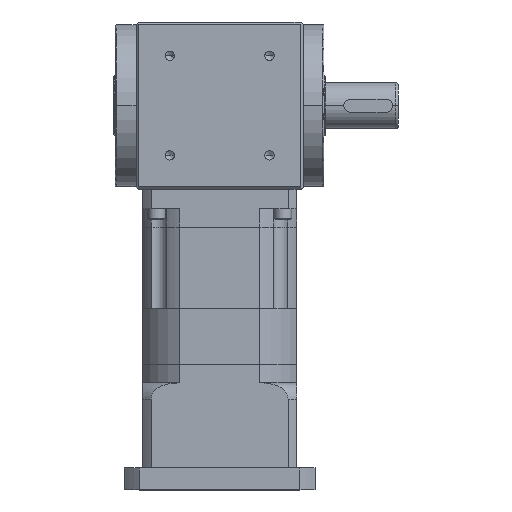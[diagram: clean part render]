
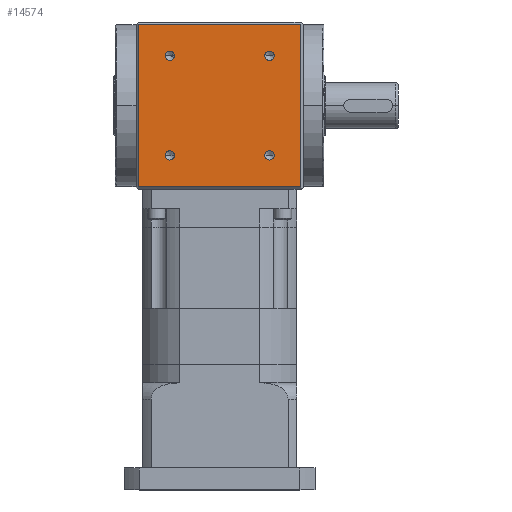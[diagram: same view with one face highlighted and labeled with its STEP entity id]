
A CAD part, top view. The second image highlights one B-rep face of the part: STEP entity #14574.
In plain terms, the highlighted planar face has unit normal (0, 0, 1).
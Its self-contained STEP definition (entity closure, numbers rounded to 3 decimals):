
#62 = DIRECTION ( 'NONE',  ( 0., 1., 0. ) ) ;
#188 = ORIENTED_EDGE ( 'NONE', *, *, #12292, .F. ) ;
#334 = VERTEX_POINT ( 'NONE', #7182 ) ;
#385 = VERTEX_POINT ( 'NONE', #6437 ) ;
#629 = DIRECTION ( 'NONE',  ( 0., 0., 1. ) ) ;
#759 = CARTESIAN_POINT ( 'NONE',  ( 45.962, 332.212, 77. ) ) ;
#1104 = CARTESIAN_POINT ( 'NONE',  ( -45.962, 323.712, 77. ) ) ;
#1133 = LINE ( 'NONE', #8861, #6300 ) ;
#1350 = CARTESIAN_POINT ( 'NONE',  ( -74.872, 0., 77. ) ) ;
#1451 = VERTEX_POINT ( 'NONE', #25525 ) ;
#1815 = DIRECTION ( 'NONE',  ( 0., -1., 0. ) ) ;
#2546 = CIRCLE ( 'NONE', #11422, 4.25 ) ;
#2556 = VECTOR ( 'NONE', #16749, 1000. ) ;
#2684 = DIRECTION ( 'NONE',  ( 0., -1., 0. ) ) ;
#3188 = VERTEX_POINT ( 'NONE', #1104 ) ;
#3202 = DIRECTION ( 'NONE',  ( 0., 0., 1. ) ) ;
#3619 = AXIS2_PLACEMENT_3D ( 'NONE', #18758, #5642, #20899 ) ;
#3737 = CARTESIAN_POINT ( 'NONE',  ( 74.872, 207., 77. ) ) ;
#5358 = FACE_OUTER_BOUND ( 'NONE', #14813, .T. ) ;
#5485 = AXIS2_PLACEMENT_3D ( 'NONE', #24445, #11523, #26616 ) ;
#5551 = CIRCLE ( 'NONE', #7179, 4.25 ) ;
#5642 = DIRECTION ( 'NONE',  ( 0., 0., 1. ) ) ;
#6049 = FACE_BOUND ( 'NONE', #14080, .T. ) ;
#6140 = AXIS2_PLACEMENT_3D ( 'NONE', #26186, #13288, #62 ) ;
#6300 = VECTOR ( 'NONE', #6530, 1000. ) ;
#6424 = ORIENTED_EDGE ( 'NONE', *, *, #21771, .F. ) ;
#6437 = CARTESIAN_POINT ( 'NONE',  ( -74.872, 207., 77. ) ) ;
#6530 = DIRECTION ( 'NONE',  ( 1., 0., 0. ) ) ;
#6811 = ORIENTED_EDGE ( 'NONE', *, *, #21049, .F. ) ;
#6875 = CARTESIAN_POINT ( 'NONE',  ( -45.962, 231.788, 77. ) ) ;
#7179 = AXIS2_PLACEMENT_3D ( 'NONE', #9069, #24246, #11317 ) ;
#7182 = CARTESIAN_POINT ( 'NONE',  ( 45.962, 323.712, 77. ) ) ;
#7526 = CARTESIAN_POINT ( 'NONE',  ( -45.962, 236.038, 77. ) ) ;
#7707 = LINE ( 'NONE', #20277, #17328 ) ;
#7950 = ORIENTED_EDGE ( 'NONE', *, *, #12084, .F. ) ;
#7961 = ORIENTED_EDGE ( 'NONE', *, *, #22177, .F. ) ;
#8224 = AXIS2_PLACEMENT_3D ( 'NONE', #7526, #22428, #9438 ) ;
#8730 = CIRCLE ( 'NONE', #27339, 4.25 ) ;
#8807 = AXIS2_PLACEMENT_3D ( 'NONE', #27925, #15036, #1815 ) ;
#8861 = CARTESIAN_POINT ( 'NONE',  ( -95., 357., 77. ) ) ;
#9069 = CARTESIAN_POINT ( 'NONE',  ( -45.962, 327.962, 77. ) ) ;
#9375 = CARTESIAN_POINT ( 'NONE',  ( 45.962, 327.962, 77. ) ) ;
#9438 = DIRECTION ( 'NONE',  ( 0., -1., 0. ) ) ;
#9462 = DIRECTION ( 'NONE',  ( -1., 0., 0. ) ) ;
#10379 = ORIENTED_EDGE ( 'NONE', *, *, #22260, .F. ) ;
#10423 = CARTESIAN_POINT ( 'NONE',  ( -45.962, 240.288, 77. ) ) ;
#11256 = FACE_BOUND ( 'NONE', #16437, .T. ) ;
#11317 = DIRECTION ( 'NONE',  ( 0., -1., 0. ) ) ;
#11407 = EDGE_LOOP ( 'NONE', ( #10379, #28096 ) ) ;
#11422 = AXIS2_PLACEMENT_3D ( 'NONE', #9375, #24536, #11622 ) ;
#11482 = CARTESIAN_POINT ( 'NONE',  ( 74.872, 0., 77. ) ) ;
#11506 = CIRCLE ( 'NONE', #8807, 4.25 ) ;
#11523 = DIRECTION ( 'NONE',  ( 0., 0., 1. ) ) ;
#11622 = DIRECTION ( 'NONE',  ( 0., -1., 0. ) ) ;
#11823 = EDGE_LOOP ( 'NONE', ( #23424, #6811 ) ) ;
#12084 = EDGE_CURVE ( 'NONE', #385, #14684, #25071, .T. ) ;
#12292 = EDGE_CURVE ( 'NONE', #14684, #27317, #1133, .T. ) ;
#12393 = EDGE_CURVE ( 'NONE', #27317, #26307, #20980, .T. ) ;
#12716 = VERTEX_POINT ( 'NONE', #10423 ) ;
#12908 = VERTEX_POINT ( 'NONE', #6875 ) ;
#13047 = ORIENTED_EDGE ( 'NONE', *, *, #22159, .F. ) ;
#13288 = DIRECTION ( 'NONE',  ( 0., 0., -1. ) ) ;
#13854 = CARTESIAN_POINT ( 'NONE',  ( 45.962, 236.038, 77. ) ) ;
#14080 = EDGE_LOOP ( 'NONE', ( #6424, #16591 ) ) ;
#14354 = CIRCLE ( 'NONE', #27991, 4.25 ) ;
#14444 = CARTESIAN_POINT ( 'NONE',  ( 45.962, 240.288, 77. ) ) ;
#14574 = ADVANCED_FACE ( 'NONE', ( #6049, #11256, #22738, #27806, #5358 ), #28285, .F. ) ;
#14684 = VERTEX_POINT ( 'NONE', #20070 ) ;
#14738 = EDGE_CURVE ( 'NONE', #24791, #17971, #14354, .T. ) ;
#14813 = EDGE_LOOP ( 'NONE', ( #18225, #188, #7950, #23312 ) ) ;
#15036 = DIRECTION ( 'NONE',  ( 0., 0., 1. ) ) ;
#15258 = VECTOR ( 'NONE', #2684, 1000. ) ;
#15805 = EDGE_CURVE ( 'NONE', #26307, #385, #7707, .T. ) ;
#15884 = VERTEX_POINT ( 'NONE', #759 ) ;
#16031 = DIRECTION ( 'NONE',  ( 0., -1., 0. ) ) ;
#16370 = CARTESIAN_POINT ( 'NONE',  ( 45.962, 236.038, 77. ) ) ;
#16437 = EDGE_LOOP ( 'NONE', ( #7961, #13047 ) ) ;
#16591 = ORIENTED_EDGE ( 'NONE', *, *, #24596, .F. ) ;
#16749 = DIRECTION ( 'NONE',  ( 0., 1., 0. ) ) ;
#16861 = CARTESIAN_POINT ( 'NONE',  ( 74.872, 357., 77. ) ) ;
#17328 = VECTOR ( 'NONE', #9462, 1000. ) ;
#17971 = VERTEX_POINT ( 'NONE', #18306 ) ;
#18225 = ORIENTED_EDGE ( 'NONE', *, *, #12393, .F. ) ;
#18306 = CARTESIAN_POINT ( 'NONE',  ( 45.962, 231.788, 77. ) ) ;
#18538 = DIRECTION ( 'NONE',  ( 0., -1., 0. ) ) ;
#18690 = CIRCLE ( 'NONE', #3619, 4.25 ) ;
#18758 = CARTESIAN_POINT ( 'NONE',  ( -45.962, 327.962, 77. ) ) ;
#19332 = CIRCLE ( 'NONE', #5485, 4.25 ) ;
#20070 = CARTESIAN_POINT ( 'NONE',  ( -74.872, 357., 77. ) ) ;
#20277 = CARTESIAN_POINT ( 'NONE',  ( -95., 207., 77. ) ) ;
#20899 = DIRECTION ( 'NONE',  ( 0., -1., 0. ) ) ;
#20980 = LINE ( 'NONE', #11482, #15258 ) ;
#21049 = EDGE_CURVE ( 'NONE', #12716, #12908, #21069, .T. ) ;
#21069 = CIRCLE ( 'NONE', #8224, 4.25 ) ;
#21771 = EDGE_CURVE ( 'NONE', #3188, #1451, #18690, .T. ) ;
#22159 = EDGE_CURVE ( 'NONE', #15884, #334, #19332, .T. ) ;
#22177 = EDGE_CURVE ( 'NONE', #334, #15884, #2546, .T. ) ;
#22260 = EDGE_CURVE ( 'NONE', #17971, #24791, #8730, .T. ) ;
#22428 = DIRECTION ( 'NONE',  ( 0., 0., 1. ) ) ;
#22474 = EDGE_CURVE ( 'NONE', #12908, #12716, #11506, .T. ) ;
#22738 = FACE_BOUND ( 'NONE', #11407, .T. ) ;
#23312 = ORIENTED_EDGE ( 'NONE', *, *, #15805, .F. ) ;
#23424 = ORIENTED_EDGE ( 'NONE', *, *, #22474, .F. ) ;
#24246 = DIRECTION ( 'NONE',  ( 0., 0., 1. ) ) ;
#24445 = CARTESIAN_POINT ( 'NONE',  ( 45.962, 327.962, 77. ) ) ;
#24536 = DIRECTION ( 'NONE',  ( 0., 0., 1. ) ) ;
#24596 = EDGE_CURVE ( 'NONE', #1451, #3188, #5551, .T. ) ;
#24791 = VERTEX_POINT ( 'NONE', #14444 ) ;
#25071 = LINE ( 'NONE', #1350, #2556 ) ;
#25525 = CARTESIAN_POINT ( 'NONE',  ( -45.962, 332.212, 77. ) ) ;
#26186 = CARTESIAN_POINT ( 'NONE',  ( -95., 359., 77. ) ) ;
#26307 = VERTEX_POINT ( 'NONE', #3737 ) ;
#26616 = DIRECTION ( 'NONE',  ( 0., -1., 0. ) ) ;
#27317 = VERTEX_POINT ( 'NONE', #16861 ) ;
#27339 = AXIS2_PLACEMENT_3D ( 'NONE', #16370, #3202, #18538 ) ;
#27806 = FACE_BOUND ( 'NONE', #11823, .T. ) ;
#27925 = CARTESIAN_POINT ( 'NONE',  ( -45.962, 236.038, 77. ) ) ;
#27991 = AXIS2_PLACEMENT_3D ( 'NONE', #13854, #629, #16031 ) ;
#28096 = ORIENTED_EDGE ( 'NONE', *, *, #14738, .F. ) ;
#28285 = PLANE ( 'NONE',  #6140 ) ;
